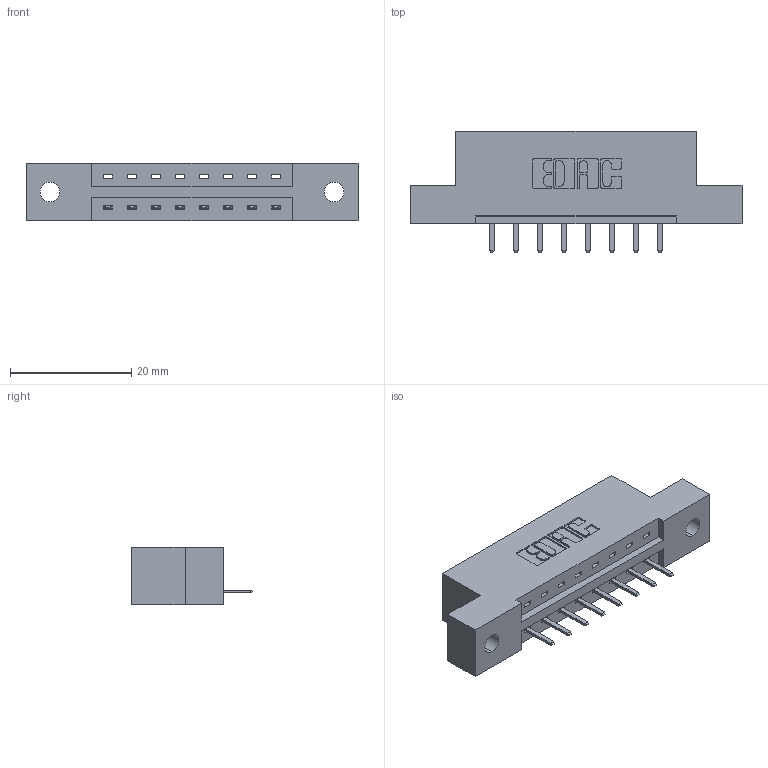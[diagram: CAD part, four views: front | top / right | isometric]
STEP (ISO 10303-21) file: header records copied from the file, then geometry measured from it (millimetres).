
FILE_DESCRIPTION (( 'STEP AP203' ), '1' );
FILE_NAME ('337-008-520-102.STEP', '2019-09-27T18:34:49', ( '' ), ( '' ), 'SwSTEP 2.0', 'SolidWorks 2016', '' );
FILE_SCHEMA (( 'CONFIG_CONTROL_DESIGN' ));
Length unit declared in the file: inch
Products named in the file (3): 337-008-520-102; 345-292-001_345-293-120; 337 Part_Flush Mounting Lugs - 0.128 Dia
Assembly tree (9 placements, depth 2):
  337-008-520-102
    337 Part_Flush Mounting Lugs - 0.128 Dia
    345-292-001_345-293-120  x8
Bounding box: 54.71 x 20.02 x 9.4 mm (x, y, z)
Volume: 5201.2 mm3; surface area: 4833.3 mm2
Topology: 9 solids, 9 shells, 642 faces, 1879 edges, 1230 vertices
Faces by surface type: plane 454, cylinder 188
Entity records: 10461 total; most frequent: CARTESIAN_POINT 1838, ORIENTED_EDGE 1770, DIRECTION 1605, EDGE_CURVE 885, LINE 753, VECTOR 753, VERTEX_POINT 586, AXIS2_PLACEMENT_3D 426
